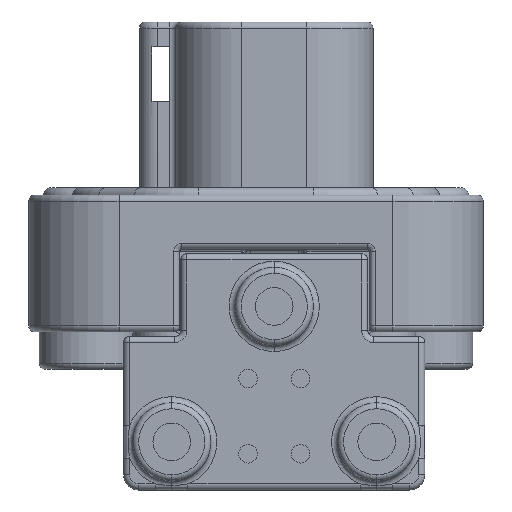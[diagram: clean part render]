
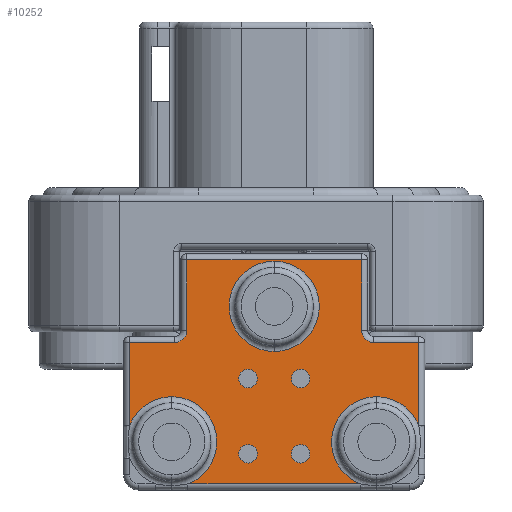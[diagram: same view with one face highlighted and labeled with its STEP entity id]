
A CAD part, front view. The second image highlights one B-rep face of the part: STEP entity #10252.
In plain terms, the highlighted planar face has unit normal (0, -1, 0).
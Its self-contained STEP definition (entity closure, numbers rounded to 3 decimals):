
#1544=CARTESIAN_POINT('',(0.,-15.748,-24.003));
#1545=DIRECTION('',(0.,-1.,0.));
#1546=DIRECTION('',(0.,0.,-1.));
#1547=AXIS2_PLACEMENT_3D('',#1544,#1545,#1546);
#1549=CARTESIAN_POINT('',(0.,-15.748,-24.003));
#1550=DIRECTION('',(0.,-1.,0.));
#1551=DIRECTION('',(0.,0.,1.));
#1552=AXIS2_PLACEMENT_3D('',#1549,#1550,#1551);
#1572=DIRECTION('',(1.,0.,0.));
#1573=VECTOR('',#1572,14.562);
#1574=CARTESIAN_POINT('',(-7.281,-15.748,-38.989));
#1575=LINE('',#1574,#1573);
#1576=CARTESIAN_POINT('',(-8.649,-15.748,-35.433));
#1577=DIRECTION('',(0.,-1.,0.));
#1578=DIRECTION('',(0.359,0.,-0.933));
#1579=AXIS2_PLACEMENT_3D('',#1576,#1577,#1578);
#1581=CARTESIAN_POINT('',(-8.649,-15.748,-35.433));
#1582=DIRECTION('',(0.,-1.,0.));
#1583=DIRECTION('',(0.,0.,1.));
#1584=AXIS2_PLACEMENT_3D('',#1581,#1582,#1583);
#1586=DIRECTION('',(0.,0.,-1.));
#1587=VECTOR('',#1586,7.014);
#1588=CARTESIAN_POINT('',(-12.205,-15.748,-27.051));
#1589=LINE('',#1588,#1587);
#1590=DIRECTION('',(-1.,0.,0.));
#1591=VECTOR('',#1590,3.81);
#1592=CARTESIAN_POINT('',(-8.395,-15.748,-27.051));
#1593=LINE('',#1592,#1591);
#1594=CARTESIAN_POINT('',(-8.395,-15.748,-26.035));
#1595=DIRECTION('',(0.,1.,0.));
#1596=DIRECTION('',(1.,0.,0.));
#1597=AXIS2_PLACEMENT_3D('',#1594,#1595,#1596);
#1599=DIRECTION('',(0.,0.,-1.));
#1600=VECTOR('',#1599,5.969);
#1601=CARTESIAN_POINT('',(-7.379,-15.748,-20.066));
#1602=LINE('',#1601,#1600);
#1603=DIRECTION('',(-1.,0.,0.));
#1604=VECTOR('',#1603,14.757);
#1605=CARTESIAN_POINT('',(7.379,-15.748,-20.066));
#1606=LINE('',#1605,#1604);
#1607=DIRECTION('',(0.,0.,1.));
#1608=VECTOR('',#1607,5.969);
#1609=CARTESIAN_POINT('',(7.379,-15.748,-26.035));
#1610=LINE('',#1609,#1608);
#1611=CARTESIAN_POINT('',(8.395,-15.748,-26.035));
#1612=DIRECTION('',(0.,1.,0.));
#1613=DIRECTION('',(0.,0.,-1.));
#1614=AXIS2_PLACEMENT_3D('',#1611,#1612,#1613);
#1616=DIRECTION('',(-1.,0.,0.));
#1617=VECTOR('',#1616,3.81);
#1618=CARTESIAN_POINT('',(12.205,-15.748,-27.051));
#1619=LINE('',#1618,#1617);
#1620=DIRECTION('',(0.,0.,1.));
#1621=VECTOR('',#1620,7.014);
#1622=CARTESIAN_POINT('',(12.205,-15.748,-34.065));
#1623=LINE('',#1622,#1621);
#1624=CARTESIAN_POINT('',(8.649,-15.748,-35.433));
#1625=DIRECTION('',(0.,-1.,0.));
#1626=DIRECTION('',(0.933,0.,0.359));
#1627=AXIS2_PLACEMENT_3D('',#1624,#1625,#1626);
#1629=CARTESIAN_POINT('',(8.649,-15.748,-35.433));
#1630=DIRECTION('',(0.,-1.,0.));
#1631=DIRECTION('',(0.,0.,1.));
#1632=AXIS2_PLACEMENT_3D('',#1629,#1630,#1631);
#1652=CARTESIAN_POINT('',(-2.21,-15.748,-36.449));
#1653=DIRECTION('',(0.,-1.,0.));
#1654=DIRECTION('',(0.,0.,-1.));
#1655=AXIS2_PLACEMENT_3D('',#1652,#1653,#1654);
#1657=CARTESIAN_POINT('',(-2.21,-15.748,-36.449));
#1658=DIRECTION('',(0.,-1.,0.));
#1659=DIRECTION('',(0.,0.,1.));
#1660=AXIS2_PLACEMENT_3D('',#1657,#1658,#1659);
#1662=CARTESIAN_POINT('',(-2.21,-15.748,-30.099));
#1663=DIRECTION('',(0.,-1.,0.));
#1664=DIRECTION('',(0.,0.,-1.));
#1665=AXIS2_PLACEMENT_3D('',#1662,#1663,#1664);
#1667=CARTESIAN_POINT('',(-2.21,-15.748,-30.099));
#1668=DIRECTION('',(0.,-1.,0.));
#1669=DIRECTION('',(0.,0.,1.));
#1670=AXIS2_PLACEMENT_3D('',#1667,#1668,#1669);
#1672=CARTESIAN_POINT('',(2.235,-15.748,-36.449));
#1673=DIRECTION('',(0.,-1.,0.));
#1674=DIRECTION('',(0.,0.,-1.));
#1675=AXIS2_PLACEMENT_3D('',#1672,#1673,#1674);
#1677=CARTESIAN_POINT('',(2.235,-15.748,-36.449));
#1678=DIRECTION('',(0.,-1.,0.));
#1679=DIRECTION('',(0.,0.,1.));
#1680=AXIS2_PLACEMENT_3D('',#1677,#1678,#1679);
#1682=CARTESIAN_POINT('',(2.235,-15.748,-30.099));
#1683=DIRECTION('',(0.,-1.,0.));
#1684=DIRECTION('',(0.,0.,-1.));
#1685=AXIS2_PLACEMENT_3D('',#1682,#1683,#1684);
#1687=CARTESIAN_POINT('',(2.235,-15.748,-30.099));
#1688=DIRECTION('',(0.,-1.,0.));
#1689=DIRECTION('',(0.,0.,1.));
#1690=AXIS2_PLACEMENT_3D('',#1687,#1688,#1689);
#1935=CARTESIAN_POINT('',(12.205,-15.748,-34.065));
#2172=CARTESIAN_POINT('',(-12.205,-15.748,-34.065));
#6724=CARTESIAN_POINT('',(-7.281,-15.748,-38.989));
#8367=CARTESIAN_POINT('',(0.,-15.748,-27.813));
#8368=CARTESIAN_POINT('',(0.,-15.748,-20.193));
#8369=VERTEX_POINT('',#8367);
#8370=VERTEX_POINT('',#8368);
#8379=CARTESIAN_POINT('',(-8.649,-15.748,-31.623));
#8380=VERTEX_POINT('',#8379);
#8381=CARTESIAN_POINT('',(8.649,-15.748,-31.623));
#8382=VERTEX_POINT('',#8381);
#8407=VERTEX_POINT('',#2172);
#8425=VERTEX_POINT('',#6724);
#8427=CARTESIAN_POINT('',(7.281,-15.748,-38.989));
#8428=VERTEX_POINT('',#8427);
#8447=VERTEX_POINT('',#1935);
#8449=CARTESIAN_POINT('',(12.205,-15.748,-27.051));
#8450=VERTEX_POINT('',#8449);
#8455=CARTESIAN_POINT('',(8.395,-15.748,-27.051));
#8456=VERTEX_POINT('',#8455);
#8459=CARTESIAN_POINT('',(7.379,-15.748,-26.035));
#8460=VERTEX_POINT('',#8459);
#8463=CARTESIAN_POINT('',(7.379,-15.748,-20.066));
#8464=VERTEX_POINT('',#8463);
#8469=CARTESIAN_POINT('',(-7.379,-15.748,-20.066));
#8470=VERTEX_POINT('',#8469);
#8475=CARTESIAN_POINT('',(-7.379,-15.748,-26.035));
#8476=VERTEX_POINT('',#8475);
#8479=CARTESIAN_POINT('',(-8.395,-15.748,-27.051));
#8480=VERTEX_POINT('',#8479);
#8483=CARTESIAN_POINT('',(-12.205,-15.748,-27.051));
#8484=VERTEX_POINT('',#8483);
#8684=CARTESIAN_POINT('',(-2.21,-15.748,-37.23));
#8685=CARTESIAN_POINT('',(-2.21,-15.748,-35.668));
#8686=VERTEX_POINT('',#8684);
#8687=VERTEX_POINT('',#8685);
#8710=CARTESIAN_POINT('',(-2.21,-15.748,-30.88));
#8711=CARTESIAN_POINT('',(-2.21,-15.748,-29.318));
#8712=VERTEX_POINT('',#8710);
#8713=VERTEX_POINT('',#8711);
#8744=CARTESIAN_POINT('',(2.235,-15.748,-37.23));
#8745=VERTEX_POINT('',#8744);
#8748=CARTESIAN_POINT('',(2.235,-15.748,-35.668));
#8749=VERTEX_POINT('',#8748);
#8772=CARTESIAN_POINT('',(2.235,-15.748,-30.88));
#8773=VERTEX_POINT('',#8772);
#8776=CARTESIAN_POINT('',(2.235,-15.748,-29.318));
#8777=VERTEX_POINT('',#8776);
#10188=CARTESIAN_POINT('',(0.,-15.748,-14.732));
#10189=DIRECTION('',(0.,-1.,0.));
#10190=DIRECTION('',(-1.,0.,0.));
#10191=AXIS2_PLACEMENT_3D('',#10188,#10189,#10190);
#10192=PLANE('',#10191);
#10194=ORIENTED_EDGE('',*,*,#10193,.F.);
#10196=ORIENTED_EDGE('',*,*,#10195,.T.);
#10198=ORIENTED_EDGE('',*,*,#10197,.T.);
#10200=ORIENTED_EDGE('',*,*,#10199,.F.);
#10202=ORIENTED_EDGE('',*,*,#10201,.F.);
#10204=ORIENTED_EDGE('',*,*,#10203,.F.);
#10206=ORIENTED_EDGE('',*,*,#10205,.F.);
#10208=ORIENTED_EDGE('',*,*,#10207,.F.);
#10210=ORIENTED_EDGE('',*,*,#10209,.F.);
#10211=ORIENTED_EDGE('',*,*,#10162,.F.);
#10213=ORIENTED_EDGE('',*,*,#10212,.F.);
#10215=ORIENTED_EDGE('',*,*,#10214,.F.);
#10217=ORIENTED_EDGE('',*,*,#10216,.T.);
#10219=ORIENTED_EDGE('',*,*,#10218,.T.);
#10220=EDGE_LOOP('',(#10194,#10196,#10198,#10200,#10202,#10204,#10206,#10208,
#10210,#10211,#10213,#10215,#10217,#10219));
#10221=FACE_OUTER_BOUND('',#10220,.F.);
#10223=ORIENTED_EDGE('',*,*,#10222,.T.);
#10225=ORIENTED_EDGE('',*,*,#10224,.T.);
#10226=EDGE_LOOP('',(#10223,#10225));
#10227=FACE_BOUND('',#10226,.F.);
#10229=ORIENTED_EDGE('',*,*,#10228,.T.);
#10231=ORIENTED_EDGE('',*,*,#10230,.T.);
#10232=EDGE_LOOP('',(#10229,#10231));
#10233=FACE_BOUND('',#10232,.F.);
#10235=ORIENTED_EDGE('',*,*,#10234,.T.);
#10237=ORIENTED_EDGE('',*,*,#10236,.T.);
#10238=EDGE_LOOP('',(#10235,#10237));
#10239=FACE_BOUND('',#10238,.F.);
#10241=ORIENTED_EDGE('',*,*,#10240,.T.);
#10243=ORIENTED_EDGE('',*,*,#10242,.T.);
#10244=EDGE_LOOP('',(#10241,#10243));
#10245=FACE_BOUND('',#10244,.F.);
#10247=ORIENTED_EDGE('',*,*,#10246,.T.);
#10249=ORIENTED_EDGE('',*,*,#10248,.T.);
#10250=EDGE_LOOP('',(#10247,#10249));
#10251=FACE_BOUND('',#10250,.F.);
#1548=CIRCLE('',#1547,3.81);
#1553=CIRCLE('',#1552,3.81);
#1580=CIRCLE('',#1579,3.81);
#1585=CIRCLE('',#1584,3.81);
#1598=CIRCLE('',#1597,1.016);
#1615=CIRCLE('',#1614,1.016);
#1628=CIRCLE('',#1627,3.81);
#1633=CIRCLE('',#1632,3.81);
#1656=CIRCLE('',#1655,0.781);
#1661=CIRCLE('',#1660,0.781);
#1666=CIRCLE('',#1665,0.781);
#1671=CIRCLE('',#1670,0.781);
#1676=CIRCLE('',#1675,0.781);
#1681=CIRCLE('',#1680,0.781);
#1686=CIRCLE('',#1685,0.781);
#1691=CIRCLE('',#1690,0.781);
#10162=EDGE_CURVE('',#8456,#8460,#1615,.T.);
#10193=EDGE_CURVE('',#8425,#8428,#1575,.T.);
#10195=EDGE_CURVE('',#8425,#8380,#1580,.T.);
#10197=EDGE_CURVE('',#8380,#8407,#1585,.T.);
#10199=EDGE_CURVE('',#8484,#8407,#1589,.T.);
#10201=EDGE_CURVE('',#8480,#8484,#1593,.T.);
#10203=EDGE_CURVE('',#8476,#8480,#1598,.T.);
#10205=EDGE_CURVE('',#8470,#8476,#1602,.T.);
#10207=EDGE_CURVE('',#8464,#8470,#1606,.T.);
#10209=EDGE_CURVE('',#8460,#8464,#1610,.T.);
#10212=EDGE_CURVE('',#8450,#8456,#1619,.T.);
#10214=EDGE_CURVE('',#8447,#8450,#1623,.T.);
#10216=EDGE_CURVE('',#8447,#8382,#1628,.T.);
#10218=EDGE_CURVE('',#8382,#8428,#1633,.T.);
#10222=EDGE_CURVE('',#8369,#8370,#1548,.T.);
#10224=EDGE_CURVE('',#8370,#8369,#1553,.T.);
#10228=EDGE_CURVE('',#8686,#8687,#1656,.T.);
#10230=EDGE_CURVE('',#8687,#8686,#1661,.T.);
#10234=EDGE_CURVE('',#8712,#8713,#1666,.T.);
#10236=EDGE_CURVE('',#8713,#8712,#1671,.T.);
#10240=EDGE_CURVE('',#8745,#8749,#1676,.T.);
#10242=EDGE_CURVE('',#8749,#8745,#1681,.T.);
#10246=EDGE_CURVE('',#8773,#8777,#1686,.T.);
#10248=EDGE_CURVE('',#8777,#8773,#1691,.T.);
#10252=ADVANCED_FACE('',(#10221,#10227,#10233,#10239,#10245,#10251),#10192,.T.);
